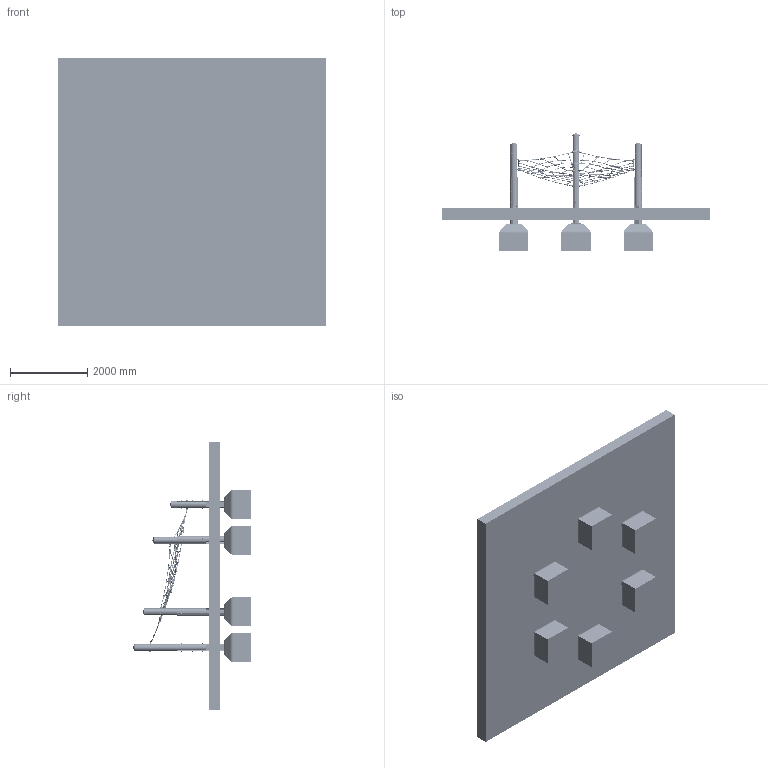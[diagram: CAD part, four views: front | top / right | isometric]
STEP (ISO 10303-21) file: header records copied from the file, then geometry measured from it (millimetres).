
FILE_DESCRIPTION (( 'STEP AP214' ), '1' );
FILE_NAME ('4597.STEP', '2018-07-31T09:06:38', ( '' ), ( '' ), 'SwSTEP 2.0', 'SolidWorks 2018', '' );
FILE_SCHEMA (( 'AUTOMOTIVE_DESIGN' ));
Length unit declared in the file: millimetre
Products named in the file (46): DIN EN ISO 10512 - M12x1.5 - N_DIN EN ISO 10512 - M12x1.5 - N; Bew. T-Stück Längsträger; Washer DIN 126 - 13.5_Washer DIN 126 - 13.5; Douglasie-Pfosten; Bew. T-Stück Querträger; verstärkter Pfostenschuh für Pfosten Ø180mm; Spinnennetz Seile_Standard<Wie bearbeitet>; 35-16-033 - PA-Schutzkappe+Sockel M12; Gelbe Kappe; Abdeckkappe ﾘ 180 mm; Blaue Kappe; 4597; SpiegelnSeil A und B_Standard<Wie bearbeitet><Wie bearbeitet>; DIN 1587 - M12 --NUC_DIN 1587 - M12 --NUC; Seil A und B_Standard<Wie bearbeitet>; 457-01 - Kunststoff Kausche gelb_hanf; Washer DIN 125 - A 15_Washer DIN 125 - A 15; Spiegeln55-02-10-2A - 2-Augen-Schäkel ; 55-02-10-2A - 2-Augen-Schäkel ; _RHSSNBOLT 0.5-13x8.5x1.5-N; DIN 914 - M10 x 40-N_DIN 914 - M10 x 40-N; Gelenkschaukelhaken 16er; Seil innen_Standard<Wie bearbeitet>; Sicherheitsbereich 6900 x 6900; Seil Mitte 2_Standard<Wie bearbeitet>; Screw DIN 968-ST4.8x25-C-H-N_Screw DIN 968-ST4.8x25-C-H-N; Fundament 750 x 750; Knotenkugel-ohne; Dreieck 6_Standard<Wie bearbeitet>; Seil Mitte_Standard<Wie bearbeitet>; Dreieck 5_Standard<Wie bearbeitet>; Seil außen_Standard<Wie bearbeitet>; Dreieck 4_Standard<Wie bearbeitet>; 70-02 - T-Stück fest; Dreieck 3_Standard<Wie bearbeitet>; 70-01-016 - Bewegliches T-Stück2; Dreieck 2_Standard<Wie bearbeitet>; DIN EN ISO 7042 - M6 - N_DIN EN ISO 7042 - M6 - N; Dreieck 1_Standard<Wie bearbeitet>; ISO 7045 - M6 x 35 - Z --- 35N_ISO 7045 - M6 x 35 - Z --- 35N
Assembly tree (257 placements, depth 3):
  4597
    verstärkter Pfostenschuh für Pfosten Ø180mm  x5
    Douglasie-Pfosten
    verstärkter Pfostenschuh für Pfosten Ø180mm
    Douglasie-Pfosten
    Douglasie-Pfosten
    Douglasie-Pfosten
    Douglasie-Pfosten
    Douglasie-Pfosten
    Fundament 750 x 750  x6
    Sicherheitsbereich 6900 x 6900
    Gelenkschaukelhaken 16er  x6
    55-02-10-2A - 2-Augen-Schäkel   x5
    Spiegeln55-02-10-2A - 2-Augen-Schäkel 
    457-01 - Kunststoff Kausche gelb_hanf  x12
    Seil A und B_Standard<Wie bearbeitet>
    SpiegelnSeil A und B_Standard<Wie bearbeitet><Wie bearbeitet>
    Abdeckkappe ﾘ 180 mm  x6
    Spinnennetz Seile_Standard<Wie bearbeitet>
    70-01-016 - Bewegliches T-Stück2  x24
      Bew. T-Stück Querträger
      Bew. T-Stück Längsträger
      ISO 7045 - M6 x 35 - Z --- 35N_ISO 7045 - M6 x 35 - Z --- 35N
      DIN EN ISO 7042 - M6 - N_DIN EN ISO 7042 - M6 - N
    70-02 - T-Stück fest  x24
    Seil außen_Standard<Wie bearbeitet>
    Seil Mitte_Standard<Wie bearbeitet>
    Knotenkugel-ohne  x55
    Seil Mitte 2_Standard<Wie bearbeitet>
    Seil innen_Standard<Wie bearbeitet>
    _RHSSNBOLT 0.5-13x8.5x1.5-N  x18
    Washer DIN 125 - A 15_Washer DIN 125 - A 15  x18
    DIN 1587 - M12 --NUC_DIN 1587 - M12 --NUC  x18
    35-16-033 - PA-Schutzkappe+Sockel M12  x6
      Blaue Kappe
      Gelbe Kappe
    Washer DIN 126 - 13.5_Washer DIN 126 - 13.5
    DIN EN ISO 10512 - M12x1.5 - N_DIN EN ISO 10512 - M12x1.5 - N
    Dreieck 1_Standard<Wie bearbeitet>
    Dreieck 2_Standard<Wie bearbeitet>
    Dreieck 3_Standard<Wie bearbeitet>
    Dreieck 4_Standard<Wie bearbeitet>
    Dreieck 5_Standard<Wie bearbeitet>
    Dreieck 6_Standard<Wie bearbeitet>
    Screw DIN 968-ST4.8x25-C-H-N_Screw DIN 968-ST4.8x25-C-H-N  x18
    DIN 914 - M10 x 40-N_DIN 914 - M10 x 40-N  x6
Bounding box: 6900 x 3040.46 x 6900 mm (x, y, z)
Volume: 16637085919.5 mm3; surface area: 147738773.2 mm2
Topology: 460 solids, 460 shells, 16153 faces, 41622 edges, 25873 vertices
Faces by surface type: plane 7193, cylinder 4340, cone 1874, torus 1824, bspline 626, sphere 296
Entity records: 64851 total; most frequent: CARTESIAN_POINT 23695, DIRECTION 8064, ORIENTED_EDGE 7408, EDGE_CURVE 3704, AXIS2_PLACEMENT_3D 3275, VERTEX_POINT 2312, EDGE_LOOP 1776, ADVANCED_FACE 1650
